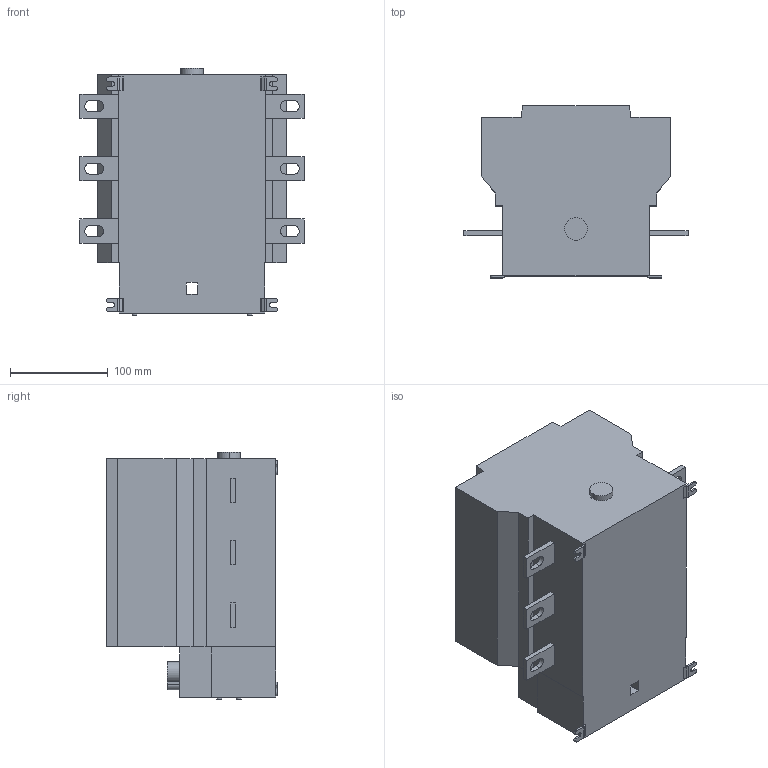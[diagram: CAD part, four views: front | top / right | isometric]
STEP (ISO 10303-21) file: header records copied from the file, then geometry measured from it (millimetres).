
FILE_DESCRIPTION((''),'2;1');
FILE_NAME('OS400J03','2017-03-15T',('fitojoe1'),(''),'CREO PARAMETRIC BY PTC INC, 2016130','CREO PARAMETRIC BY PTC INC, 2016130','');
FILE_SCHEMA(('CONFIG_CONTROL_DESIGN'));
Length unit declared in the file: millimetre
Products named in the file (1): OS400J03
Bounding box: 229.6 x 176 x 253.3 mm (x, y, z)
Volume: 6367798.5 mm3; surface area: 243535.8 mm2
Topology: 1 solids, 1 shells, 174 faces, 489 edges, 327 vertices
Faces by surface type: plane 126, cylinder 48
Entity records: 7159 total; most frequent: CARTESIAN_POINT 990, ORIENTED_EDGE 978, DIRECTION 933, PRESENTATION_STYLE_ASSIGNMENT 490, STYLED_ITEM 490, CURVE_STYLE 489, EDGE_CURVE 489, VECTOR 393
